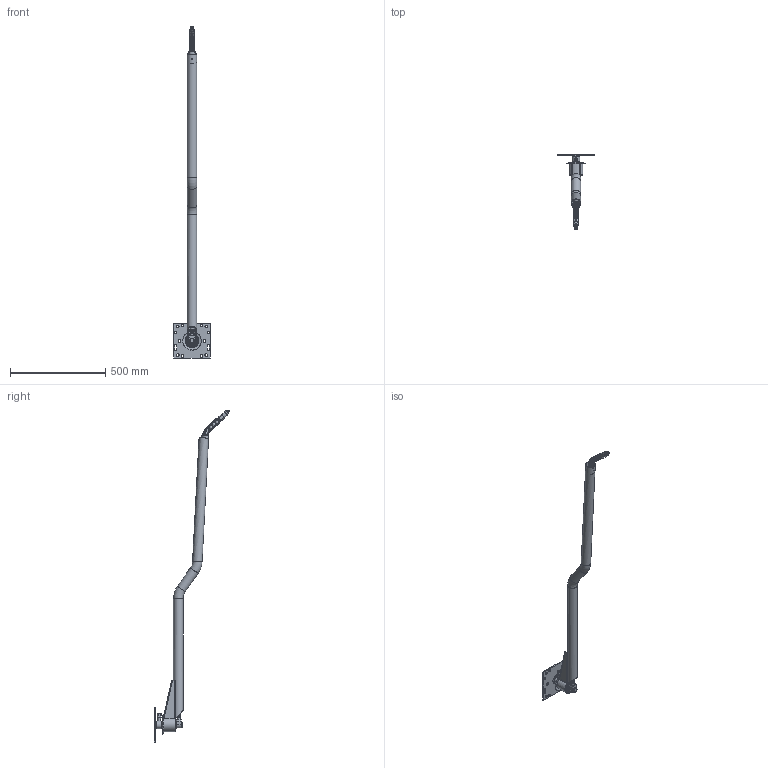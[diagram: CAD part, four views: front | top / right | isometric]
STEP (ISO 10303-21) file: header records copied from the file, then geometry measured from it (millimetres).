
FILE_DESCRIPTION(/* description */ (''),/* implementation_level */ '2;1');
FILE_NAME(/* name */ '65.926.stp',/* time_stamp */ '2019-03-07T07:27:35+01:00',/* author */ ('d.raschle'),/* organization */ (''),/* preprocessor_version */ 'ST-DEVELOPER v16.1',/* originating_system */ 'Autodesk Inventor 2016',/* authorisation */ '');
FILE_SCHEMA (('AUTOMOTIVE_DESIGN { 1 0 10303 214 3 1 1 }'));
Length unit declared in the file: millimetre
Products named in the file (1): Bauteil2
Bounding box: 190 x 396.22 x 1743.06 mm (x, y, z)
Volume: 947252.9 mm3; surface area: 818860.8 mm2
Topology: 24 solids, 64 shells, 584 faces, 1458 edges, 909 vertices
Faces by surface type: cylinder 188, plane 179, torus 124, cone 78, sphere 11, bspline 4
Full cylindrical faces by diameter (mm): 3 x2, 5 x1, 6 x4, 6.4 x1, 7 x3, 8.5 x1, 9.5 x4, 10.5 x1, 10.7 x2, 10.917 x1, 11 x3, 11.2 x1, 11.445 x1, 11.45 x3, 11.85 x1, 12 x3, 12.2 x1, 13.16 x2, 13.45 x2, 14 x10, 14.2 x1, 18 x8, 22 x1, 23.8 x1, 29.7 x1, 33.7 x1, 36.2 x1, 38 x1, 39.9 x2, 40 x3
Entity records: 18140 total; most frequent: CARTESIAN_POINT 4947, DIRECTION 2715, ORIENTED_EDGE 2322, AXIS2_PLACEMENT_3D 1189, EDGE_CURVE 1123, EDGE_LOOP 886, VERTEX_POINT 800, CIRCLE 600
